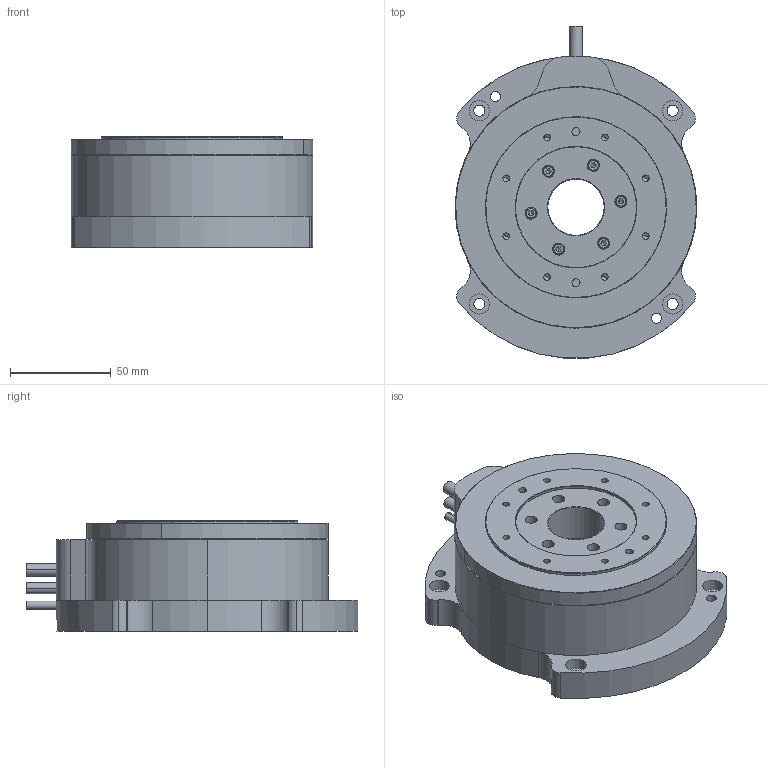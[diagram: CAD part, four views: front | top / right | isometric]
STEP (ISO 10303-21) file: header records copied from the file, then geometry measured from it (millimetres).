
FILE_DESCRIPTION (( 'STEP AP203' ), '1' );
FILE_NAME ('ZWD120-55-MODEL-A01.STEP', '2023-06-14T00:49:05', ( '' ), ( '' ), 'SwSTEP 2.0', 'SolidWorks 2020', '' );
FILE_SCHEMA (( 'CONFIG_CONTROL_DESIGN' ));
Length unit declared in the file: millimetre
Products named in the file (10): hexagon socket head cap screws gb_GB_FASTENER_SCREWS_HSHCS M3X12-N; hexagon socket head cap screws gb_GB_FASTENER_SCREWS_HSHCS M2X6-N; ZWD120-55-MODEL-A01; ZWD120-55嫖晤假蚾釱-MODEL-A01; ZWD120-55棠詩攫-MODEL-A01; ZWD0120-55菁釱-MODEL-A01; hexagon socket head cap screws gb_GB_FASTENER_SCREWS_HSHCS M3X16-N; hexagon socket head cap screws gb_GB_FASTENER_SCREWS_HSHCS M3X8-N; hexagon socket head cap screws gb_GB_FASTENER_SCREWS_HSHCS M3X10-N; ZWD120-55嫩蝶隅赽-MODEL-A01
Assembly tree (30 placements, depth 2):
  ZWD120-55-MODEL-A01
    ZWD0120-55菁釱-MODEL-A01
    ZWD120-55嫖晤假蚾釱-MODEL-A01
    ZWD120-55棠詩攫-MODEL-A01
    ZWD120-55嫩蝶隅赽-MODEL-A01
    hexagon socket head cap screws gb_GB_FASTENER_SCREWS_HSHCS M3X8-N  x12
    hexagon socket head cap screws gb_GB_FASTENER_SCREWS_HSHCS M3X16-N  x6
    hexagon socket head cap screws gb_GB_FASTENER_SCREWS_HSHCS M3X10-N
    hexagon socket head cap screws gb_GB_FASTENER_SCREWS_HSHCS M2X6-N
    hexagon socket head cap screws gb_GB_FASTENER_SCREWS_HSHCS M3X12-N  x6
Bounding box: 120 x 164.76 x 55 mm (x, y, z)
Volume: 548796.3 mm3; surface area: 120938.7 mm2
Topology: 31 solids, 31 shells, 947 faces, 2155 edges, 1278 vertices
Faces by surface type: plane 443, cylinder 286, cone 166, torus 52
Entity records: 13584 total; most frequent: DIRECTION 2304, CARTESIAN_POINT 2118, ORIENTED_EDGE 1834, AXIS2_PLACEMENT_3D 937, EDGE_CURVE 917, VERTEX_POINT 585, EDGE_LOOP 524, CIRCLE 482
